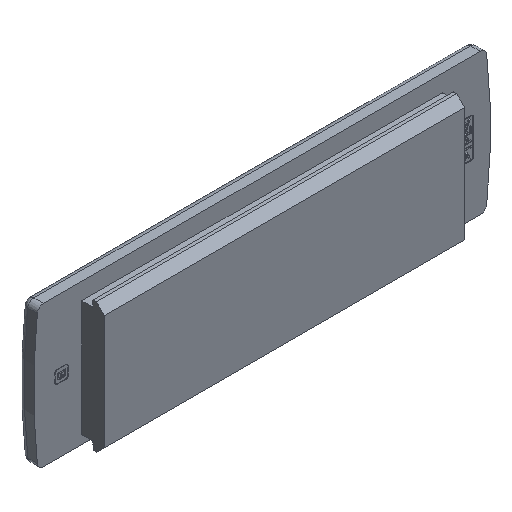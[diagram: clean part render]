
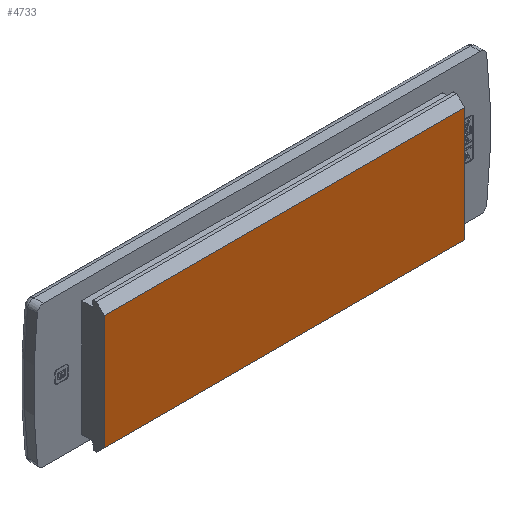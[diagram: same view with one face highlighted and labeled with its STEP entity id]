
A CAD part, isometric view. The second image highlights one B-rep face of the part: STEP entity #4733.
In plain terms, the highlighted planar face has unit normal (0, -1, 0).
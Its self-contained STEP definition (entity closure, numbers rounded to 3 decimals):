
#1374=FACE_OUTER_BOUND('',#6971,.T.);
#4733=ADVANCED_FACE('KES_ECO_T1',(#1374),#5639,.F.);
#5639=PLANE('',#24005);
#6971=EDGE_LOOP('',(#10205,#10206,#10207,#10208));
#10205=ORIENTED_EDGE('',*,*,#18415,.F.);
#10206=ORIENTED_EDGE('',*,*,#18416,.T.);
#10207=ORIENTED_EDGE('',*,*,#18417,.T.);
#10208=ORIENTED_EDGE('',*,*,#18418,.T.);
#15703=VERTEX_POINT('',#59701);
#15704=VERTEX_POINT('',#59702);
#15705=VERTEX_POINT('',#59704);
#15706=VERTEX_POINT('',#59706);
#18415=EDGE_CURVE('',#15703,#15704,#20844,.T.);
#18416=EDGE_CURVE('',#15703,#15705,#20845,.T.);
#18417=EDGE_CURVE('',#15705,#15706,#20846,.T.);
#18418=EDGE_CURVE('',#15706,#15704,#20847,.T.);
#20844=LINE('',#59700,#22396);
#20845=LINE('',#59703,#22397);
#20846=LINE('',#59705,#22398);
#20847=LINE('',#59707,#22399);
#22396=VECTOR('',#24821,1.);
#22397=VECTOR('',#24822,1.);
#22398=VECTOR('',#24823,1.);
#22399=VECTOR('',#24824,1.);
#24005=AXIS2_PLACEMENT_3D('',#59708,#24825,#24826);
#24821=DIRECTION('',(0.,0.,1.));
#24822=DIRECTION('',(1.,0.,0.));
#24823=DIRECTION('',(0.,0.,1.));
#24824=DIRECTION('',(-1.,0.,0.));
#24825=DIRECTION('',(0.,1.,0.));
#24826=DIRECTION('',(0.,0.,-1.));
#59700=CARTESIAN_POINT('',(-56.,0.,-21.987));
#59701=CARTESIAN_POINT('',(-56.,0.,-19.354));
#59702=CARTESIAN_POINT('',(-56.,0.,16.25));
#59703=CARTESIAN_POINT('',(56.,0.,-19.354));
#59704=CARTESIAN_POINT('',(56.,0.,-19.354));
#59705=CARTESIAN_POINT('',(56.,0.,-21.987));
#59706=CARTESIAN_POINT('',(56.,0.,16.25));
#59707=CARTESIAN_POINT('',(-56.,0.,16.25));
#59708=CARTESIAN_POINT('',(-55.75,0.,-17.75));
